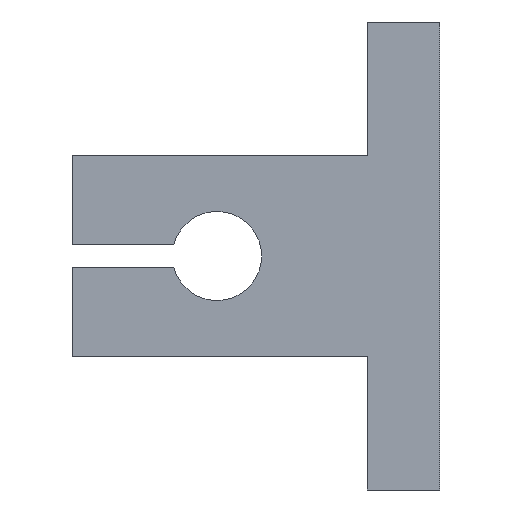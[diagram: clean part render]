
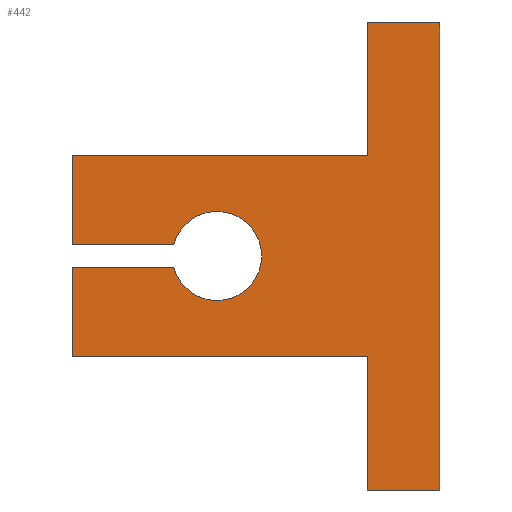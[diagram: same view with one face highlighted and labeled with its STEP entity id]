
A CAD part, left-side view. The second image highlights one B-rep face of the part: STEP entity #442.
In plain terms, the highlighted planar face has unit normal (-1, 0, 0).
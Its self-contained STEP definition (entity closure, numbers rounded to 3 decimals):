
#39=PLANE('',#503);
#61=FACE_OUTER_BOUND('',#92,.T.);
#92=EDGE_LOOP('',(#403,#404,#405,#406,#407,#408,#409,#410,#411,#412,#413,
#414));
#96=LINE('',#660,#137);
#102=LINE('',#681,#143);
#111=LINE('',#705,#152);
#113=LINE('',#711,#154);
#124=LINE('',#733,#165);
#125=LINE('',#736,#166);
#127=LINE('',#740,#168);
#129=LINE('',#743,#170);
#130=LINE('',#746,#171);
#132=LINE('',#749,#173);
#133=LINE('',#751,#174);
#137=VECTOR('',#539,10.);
#143=VECTOR('',#559,10.);
#152=VECTOR('',#580,10.);
#154=VECTOR('',#584,10.);
#165=VECTOR('',#605,10.);
#166=VECTOR('',#608,10.);
#168=VECTOR('',#612,10.);
#170=VECTOR('',#616,10.);
#171=VECTOR('',#619,10.);
#173=VECTOR('',#623,10.);
#174=VECTOR('',#626,10.);
#193=CIRCLE('',#495,4.);
#204=VERTEX_POINT('',#658);
#205=VERTEX_POINT('',#659);
#212=VERTEX_POINT('',#679);
#213=VERTEX_POINT('',#680);
#220=VERTEX_POINT('',#699);
#222=VERTEX_POINT('',#703);
#223=VERTEX_POINT('',#707);
#225=VERTEX_POINT('',#710);
#231=VERTEX_POINT('',#731);
#232=VERTEX_POINT('',#735);
#233=VERTEX_POINT('',#739);
#234=VERTEX_POINT('',#745);
#248=EDGE_CURVE('',#204,#205,#96,.T.);
#258=EDGE_CURVE('',#212,#213,#102,.T.);
#270=EDGE_CURVE('',#220,#222,#111,.T.);
#272=EDGE_CURVE('',#225,#223,#113,.T.);
#283=EDGE_CURVE('',#220,#223,#193,.T.);
#285=EDGE_CURVE('',#231,#222,#124,.T.);
#286=EDGE_CURVE('',#232,#204,#125,.T.);
#288=EDGE_CURVE('',#233,#232,#127,.T.);
#290=EDGE_CURVE('',#213,#233,#129,.T.);
#291=EDGE_CURVE('',#234,#212,#130,.T.);
#293=EDGE_CURVE('',#225,#234,#132,.T.);
#294=EDGE_CURVE('',#205,#231,#133,.T.);
#403=ORIENTED_EDGE('',*,*,#272,.T.);
#404=ORIENTED_EDGE('',*,*,#283,.F.);
#405=ORIENTED_EDGE('',*,*,#270,.T.);
#406=ORIENTED_EDGE('',*,*,#285,.F.);
#407=ORIENTED_EDGE('',*,*,#294,.F.);
#408=ORIENTED_EDGE('',*,*,#248,.F.);
#409=ORIENTED_EDGE('',*,*,#286,.F.);
#410=ORIENTED_EDGE('',*,*,#288,.F.);
#411=ORIENTED_EDGE('',*,*,#290,.F.);
#412=ORIENTED_EDGE('',*,*,#258,.F.);
#413=ORIENTED_EDGE('',*,*,#291,.F.);
#414=ORIENTED_EDGE('',*,*,#293,.F.);
#442=ADVANCED_FACE('',(#61),#39,.F.);
#495=AXIS2_PLACEMENT_3D('',#729,#600,#601);
#503=AXIS2_PLACEMENT_3D('',#752,#627,#628);
#539=DIRECTION('',(0.,0.,1.));
#559=DIRECTION('',(0.,0.,1.));
#580=DIRECTION('',(0.,1.,0.));
#584=DIRECTION('',(0.,-1.,0.));
#600=DIRECTION('center_axis',(-1.,0.,0.));
#601=DIRECTION('ref_axis',(0.,-1.,0.));
#605=DIRECTION('',(0.,0.,1.));
#608=DIRECTION('',(0.,1.,0.));
#612=DIRECTION('',(0.,0.,-1.));
#616=DIRECTION('',(0.,-1.,0.));
#619=DIRECTION('',(0.,-1.,0.));
#623=DIRECTION('',(0.,0.,1.));
#626=DIRECTION('',(0.,1.,0.));
#627=DIRECTION('center_axis',(1.,0.,0.));
#628=DIRECTION('ref_axis',(0.,0.,-1.));
#658=CARTESIAN_POINT('',(0.,6.5,-42.));
#659=CARTESIAN_POINT('',(0.,6.5,-30.));
#660=CARTESIAN_POINT('',(0.,6.5,-42.));
#679=CARTESIAN_POINT('',(0.,6.5,-12.));
#680=CARTESIAN_POINT('',(0.,6.5,0.));
#681=CARTESIAN_POINT('',(0.,6.5,-12.));
#699=CARTESIAN_POINT('',(0.,23.873,-22.));
#703=CARTESIAN_POINT('',(0.,33.,-22.));
#705=CARTESIAN_POINT('',(0.,24.75,-22.));
#707=CARTESIAN_POINT('',(0.,23.873,-20.));
#710=CARTESIAN_POINT('',(0.,33.,-20.));
#711=CARTESIAN_POINT('',(0.,18.567,-20.));
#729=CARTESIAN_POINT('Origin',(0.,20.,-21.));
#731=CARTESIAN_POINT('',(0.,33.,-30.));
#733=CARTESIAN_POINT('',(0.,33.,-30.));
#735=CARTESIAN_POINT('',(0.,0.,-42.));
#736=CARTESIAN_POINT('',(0.,0.,-42.));
#739=CARTESIAN_POINT('',(0.,0.,0.));
#740=CARTESIAN_POINT('',(0.,0.,0.));
#743=CARTESIAN_POINT('',(0.,6.5,0.));
#745=CARTESIAN_POINT('',(0.,33.,-12.));
#746=CARTESIAN_POINT('',(0.,33.,-12.));
#749=CARTESIAN_POINT('',(0.,33.,-30.));
#751=CARTESIAN_POINT('',(0.,6.5,-30.));
#752=CARTESIAN_POINT('Origin',(0.,16.5,-21.));
